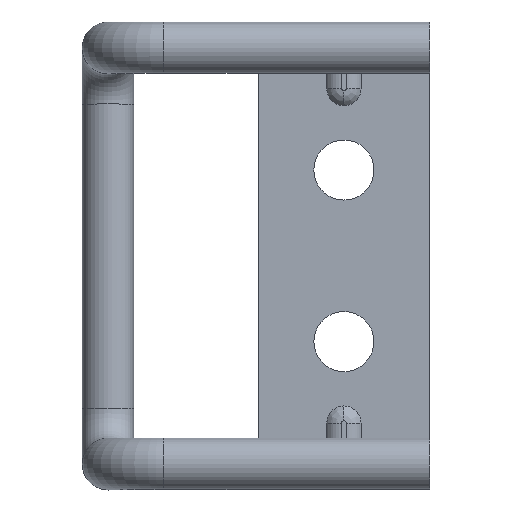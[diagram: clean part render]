
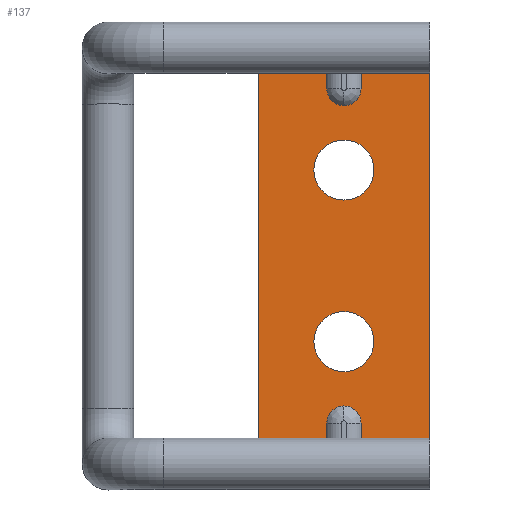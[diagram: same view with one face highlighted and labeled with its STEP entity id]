
A CAD part, top view. The second image highlights one B-rep face of the part: STEP entity #137.
In plain terms, the highlighted planar face has unit normal (0, 0, 1).
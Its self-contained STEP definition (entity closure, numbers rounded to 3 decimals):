
#137 = ADVANCED_FACE( '', ( #211, #212, #213 ), #214, .T. );
#211 = FACE_OUTER_BOUND( '', #324, .T. );
#212 = FACE_BOUND( '', #325, .T. );
#213 = FACE_BOUND( '', #326, .T. );
#214 = PLANE( '', #327 );
#324 = EDGE_LOOP( '', ( #560, #561, #562, #563, #564, #565, #566, #567, #568, #569, #570, #571, #572, #573, #574, #575, #576, #577 ) );
#325 = EDGE_LOOP( '', ( #578 ) );
#326 = EDGE_LOOP( '', ( #579 ) );
#327 = AXIS2_PLACEMENT_3D( '', #580, #581, #582 );
#560 = ORIENTED_EDGE( '', *, *, #875, .F. );
#561 = ORIENTED_EDGE( '', *, *, #876, .T. );
#562 = ORIENTED_EDGE( '', *, *, #877, .T. );
#563 = ORIENTED_EDGE( '', *, *, #878, .F. );
#564 = ORIENTED_EDGE( '', *, *, #879, .T. );
#565 = ORIENTED_EDGE( '', *, *, #873, .T. );
#566 = ORIENTED_EDGE( '', *, *, #880, .T. );
#567 = ORIENTED_EDGE( '', *, *, #881, .T. );
#568 = ORIENTED_EDGE( '', *, *, #882, .T. );
#569 = ORIENTED_EDGE( '', *, *, #883, .F. );
#570 = ORIENTED_EDGE( '', *, *, #884, .T. );
#571 = ORIENTED_EDGE( '', *, *, #885, .T. );
#572 = ORIENTED_EDGE( '', *, *, #886, .F. );
#573 = ORIENTED_EDGE( '', *, *, #887, .T. );
#574 = ORIENTED_EDGE( '', *, *, #888, .T. );
#575 = ORIENTED_EDGE( '', *, *, #889, .T. );
#576 = ORIENTED_EDGE( '', *, *, #890, .T. );
#577 = ORIENTED_EDGE( '', *, *, #891, .T. );
#578 = ORIENTED_EDGE( '', *, *, #892, .F. );
#579 = ORIENTED_EDGE( '', *, *, #869, .F. );
#580 = CARTESIAN_POINT( '', ( 62., 26.7, 64. ) );
#581 = DIRECTION( '', ( 0., 0., 1. ) );
#582 = DIRECTION( '', ( 1., 0., 0. ) );
#869 = EDGE_CURVE( '', #1000, #1000, #1001, .T. );
#873 = EDGE_CURVE( '', #1009, #1007, #1010, .T. );
#875 = EDGE_CURVE( '', #1012, #1013, #1014, .T. );
#876 = EDGE_CURVE( '', #1012, #1015, #1016, .T. );
#877 = EDGE_CURVE( '', #1015, #1017, #1018, .T. );
#878 = EDGE_CURVE( '', #1019, #1017, #1020, .T. );
#879 = EDGE_CURVE( '', #1019, #1009, #1021, .T. );
#880 = EDGE_CURVE( '', #1007, #1022, #1023, .T. );
#881 = EDGE_CURVE( '', #1022, #1024, #1025, .T. );
#882 = EDGE_CURVE( '', #1024, #1026, #1027, .T. );
#883 = EDGE_CURVE( '', #1028, #1026, #1029, .T. );
#884 = EDGE_CURVE( '', #1028, #1030, #1031, .T. );
#885 = EDGE_CURVE( '', #1030, #1032, #1033, .T. );
#886 = EDGE_CURVE( '', #1034, #1032, #1035, .T. );
#887 = EDGE_CURVE( '', #1034, #1036, #1037, .T. );
#888 = EDGE_CURVE( '', #1036, #1038, #1039, .T. );
#889 = EDGE_CURVE( '', #1038, #1040, #1041, .T. );
#890 = EDGE_CURVE( '', #1040, #1042, #1043, .T. );
#891 = EDGE_CURVE( '', #1042, #1013, #1044, .T. );
#892 = EDGE_CURVE( '', #1045, #1045, #1046, .T. );
#1000 = VERTEX_POINT( '', #1201 );
#1001 = CIRCLE( '', #1202, 3.5 );
#1007 = VERTEX_POINT( '', #1208 );
#1009 = VERTEX_POINT( '', #1211 );
#1010 = CIRCLE( '', #1212, 1. );
#1012 = VERTEX_POINT( '', #1215 );
#1013 = VERTEX_POINT( '', #1216 );
#1014 = LINE( '', #1217, #1218 );
#1015 = VERTEX_POINT( '', #1219 );
#1016 = CIRCLE( '', #1220, 2. );
#1017 = VERTEX_POINT( '', #1221 );
#1018 = CIRCLE( '', #1222, 2. );
#1019 = VERTEX_POINT( '', #1223 );
#1020 = LINE( '', #1224, #1225 );
#1021 = LINE( '', #1226, #1227 );
#1022 = VERTEX_POINT( '', #1228 );
#1023 = LINE( '', #1229, #1230 );
#1024 = VERTEX_POINT( '', #1231 );
#1025 = CIRCLE( '', #1232, 1. );
#1026 = VERTEX_POINT( '', #1233 );
#1027 = LINE( '', #1234, #1235 );
#1028 = VERTEX_POINT( '', #1236 );
#1029 = LINE( '', #1237, #1238 );
#1030 = VERTEX_POINT( '', #1239 );
#1031 = CIRCLE( '', #1240, 2. );
#1032 = VERTEX_POINT( '', #1241 );
#1033 = CIRCLE( '', #1242, 2. );
#1034 = VERTEX_POINT( '', #1243 );
#1035 = LINE( '', #1244, #1245 );
#1036 = VERTEX_POINT( '', #1246 );
#1037 = LINE( '', #1247, #1248 );
#1038 = VERTEX_POINT( '', #1249 );
#1039 = CIRCLE( '', #1250, 1. );
#1040 = VERTEX_POINT( '', #1251 );
#1041 = LINE( '', #1252, #1253 );
#1042 = VERTEX_POINT( '', #1254 );
#1043 = CIRCLE( '', #1255, 1. );
#1044 = LINE( '', #1256, #1257 );
#1045 = VERTEX_POINT( '', #1258 );
#1046 = CIRCLE( '', #1259, 3.5 );
#1201 = CARTESIAN_POINT( '', ( 72., 13.7, 64. ) );
#1202 = AXIS2_PLACEMENT_3D( '', #1465, #1466, #1467 );
#1208 = CARTESIAN_POINT( '', ( 82., -25.3, 64. ) );
#1211 = CARTESIAN_POINT( '', ( 81., -26.3, 64. ) );
#1212 = AXIS2_PLACEMENT_3D( '', #1475, #1476, #1477 );
#1215 = CARTESIAN_POINT( '', ( 70., -19.3, 64. ) );
#1216 = CARTESIAN_POINT( '', ( 70., -26.3, 64. ) );
#1217 = CARTESIAN_POINT( '', ( 70., -17.3, 64. ) );
#1218 = VECTOR( '', #1479, 1000. );
#1219 = CARTESIAN_POINT( '', ( 72., -17.3, 64. ) );
#1220 = AXIS2_PLACEMENT_3D( '', #1480, #1481, #1482 );
#1221 = CARTESIAN_POINT( '', ( 74., -19.3, 64. ) );
#1222 = AXIS2_PLACEMENT_3D( '', #1483, #1484, #1485 );
#1223 = CARTESIAN_POINT( '', ( 74., -26.3, 64. ) );
#1224 = CARTESIAN_POINT( '', ( 74., -27.3, 64. ) );
#1225 = VECTOR( '', #1486, 1000. );
#1226 = CARTESIAN_POINT( '', ( 62., -26.3, 64. ) );
#1227 = VECTOR( '', #1487, 1000. );
#1228 = CARTESIAN_POINT( '', ( 82., 25.7, 64. ) );
#1229 = CARTESIAN_POINT( '', ( 82., -26.3, 64. ) );
#1230 = VECTOR( '', #1488, 1000. );
#1231 = CARTESIAN_POINT( '', ( 81., 26.7, 64. ) );
#1232 = AXIS2_PLACEMENT_3D( '', #1489, #1490, #1491 );
#1233 = CARTESIAN_POINT( '', ( 74., 26.7, 64. ) );
#1234 = CARTESIAN_POINT( '', ( 82., 26.7, 64. ) );
#1235 = VECTOR( '', #1492, 1000. );
#1236 = CARTESIAN_POINT( '', ( 74., 19.7, 64. ) );
#1237 = CARTESIAN_POINT( '', ( 74., 17.7, 64. ) );
#1238 = VECTOR( '', #1493, 1000. );
#1239 = CARTESIAN_POINT( '', ( 72., 17.7, 64. ) );
#1240 = AXIS2_PLACEMENT_3D( '', #1494, #1495, #1496 );
#1241 = CARTESIAN_POINT( '', ( 70., 19.7, 64. ) );
#1242 = AXIS2_PLACEMENT_3D( '', #1497, #1498, #1499 );
#1243 = CARTESIAN_POINT( '', ( 70., 26.7, 64. ) );
#1244 = CARTESIAN_POINT( '', ( 70., 27.7, 64. ) );
#1245 = VECTOR( '', #1500, 1000. );
#1246 = CARTESIAN_POINT( '', ( 63., 26.7, 64. ) );
#1247 = CARTESIAN_POINT( '', ( 82., 26.7, 64. ) );
#1248 = VECTOR( '', #1501, 1000. );
#1249 = CARTESIAN_POINT( '', ( 62., 25.7, 64. ) );
#1250 = AXIS2_PLACEMENT_3D( '', #1502, #1503, #1504 );
#1251 = CARTESIAN_POINT( '', ( 62., -25.3, 64. ) );
#1252 = CARTESIAN_POINT( '', ( 62., 26.7, 64. ) );
#1253 = VECTOR( '', #1505, 1000. );
#1254 = CARTESIAN_POINT( '', ( 63., -26.3, 64. ) );
#1255 = AXIS2_PLACEMENT_3D( '', #1506, #1507, #1508 );
#1256 = CARTESIAN_POINT( '', ( 62., -26.3, 64. ) );
#1257 = VECTOR( '', #1509, 1000. );
#1258 = CARTESIAN_POINT( '', ( 72., -6.3, 64. ) );
#1259 = AXIS2_PLACEMENT_3D( '', #1510, #1511, #1512 );
#1465 = CARTESIAN_POINT( '', ( 72., 10.2, 64. ) );
#1466 = DIRECTION( '', ( 0., 0., 1. ) );
#1467 = DIRECTION( '', ( 0., 1., 0. ) );
#1475 = CARTESIAN_POINT( '', ( 81., -25.3, 64. ) );
#1476 = DIRECTION( '', ( 0., 0., 1. ) );
#1477 = DIRECTION( '', ( 0., 1., 0. ) );
#1479 = DIRECTION( '', ( 0., -1., 0. ) );
#1480 = CARTESIAN_POINT( '', ( 72., -19.3, 64. ) );
#1481 = DIRECTION( '', ( 0., 0., -1. ) );
#1482 = DIRECTION( '', ( 0., 1., 0. ) );
#1483 = CARTESIAN_POINT( '', ( 72., -19.3, 64. ) );
#1484 = DIRECTION( '', ( 0., 0., -1. ) );
#1485 = DIRECTION( '', ( 0., 1., 0. ) );
#1486 = DIRECTION( '', ( 0., 1., 0. ) );
#1487 = DIRECTION( '', ( 1., 0., 0. ) );
#1488 = DIRECTION( '', ( 0., 1., 0. ) );
#1489 = CARTESIAN_POINT( '', ( 81., 25.7, 64. ) );
#1490 = DIRECTION( '', ( 0., 0., 1. ) );
#1491 = DIRECTION( '', ( 0., 1., 0. ) );
#1492 = DIRECTION( '', ( -1., 0., 0. ) );
#1493 = DIRECTION( '', ( 0., 1., 0. ) );
#1494 = CARTESIAN_POINT( '', ( 72., 19.7, 64. ) );
#1495 = DIRECTION( '', ( 0., 0., -1. ) );
#1496 = DIRECTION( '', ( 0., 1., 0. ) );
#1497 = CARTESIAN_POINT( '', ( 72., 19.7, 64. ) );
#1498 = DIRECTION( '', ( 0., 0., -1. ) );
#1499 = DIRECTION( '', ( 0., 1., 0. ) );
#1500 = DIRECTION( '', ( 0., -1., 0. ) );
#1501 = DIRECTION( '', ( -1., 0., 0. ) );
#1502 = CARTESIAN_POINT( '', ( 63., 25.7, 64. ) );
#1503 = DIRECTION( '', ( 0., 0., 1. ) );
#1504 = DIRECTION( '', ( 0., 1., 0. ) );
#1505 = DIRECTION( '', ( 0., -1., 0. ) );
#1506 = CARTESIAN_POINT( '', ( 63., -25.3, 64. ) );
#1507 = DIRECTION( '', ( 0., 0., 1. ) );
#1508 = DIRECTION( '', ( 0., 1., 0. ) );
#1509 = DIRECTION( '', ( 1., 0., 0. ) );
#1510 = CARTESIAN_POINT( '', ( 72., -9.8, 64. ) );
#1511 = DIRECTION( '', ( 0., 0., 1. ) );
#1512 = DIRECTION( '', ( 0., 1., 0. ) );
